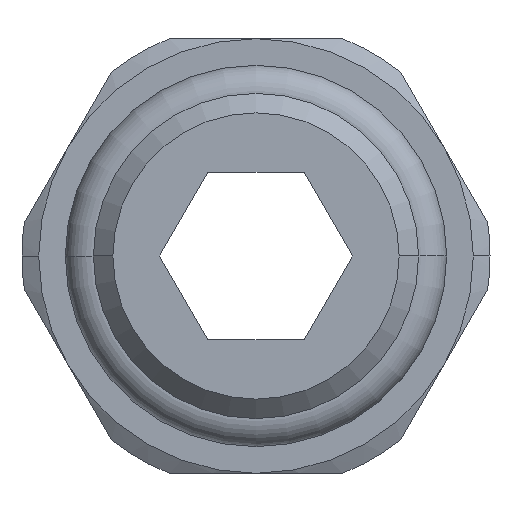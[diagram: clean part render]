
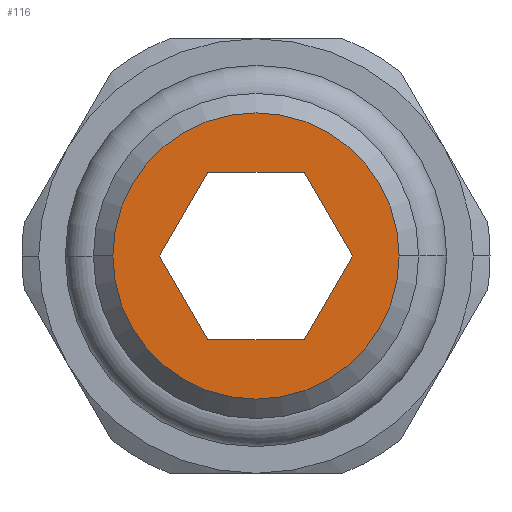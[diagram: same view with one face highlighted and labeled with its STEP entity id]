
A CAD part, front view. The second image highlights one B-rep face of the part: STEP entity #116.
In plain terms, the highlighted planar face has unit normal (0, -1, 0).
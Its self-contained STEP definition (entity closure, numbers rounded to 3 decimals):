
#116=ADVANCED_FACE('',(#267,#268),#269,.T.);
#267=FACE_BOUND('',#425,.T.);
#268=FACE_OUTER_BOUND('',#426,.T.);
#269=PLANE('',#427);
#425=EDGE_LOOP('',(#975,#976,#977,#978,#979,#980));
#426=EDGE_LOOP('',(#981,#982));
#427=AXIS2_PLACEMENT_3D('',#983,#984,#985);
#975=ORIENTED_EDGE('',*,*,#1101,.T.);
#976=ORIENTED_EDGE('',*,*,#1098,.T.);
#977=ORIENTED_EDGE('',*,*,#1095,.T.);
#978=ORIENTED_EDGE('',*,*,#1092,.T.);
#979=ORIENTED_EDGE('',*,*,#1107,.T.);
#980=ORIENTED_EDGE('',*,*,#1104,.T.);
#981=ORIENTED_EDGE('',*,*,#1042,.F.);
#982=ORIENTED_EDGE('',*,*,#1209,.F.);
#983=CARTESIAN_POINT('',(-2.141,0.,0.0));
#984=DIRECTION('',(0.,-1.0,0.0));
#985=DIRECTION('',(1.0,0.,-0.0));
#1042=EDGE_CURVE('',#1231,#1233,#1234,.T.);
#1092=EDGE_CURVE('',#1325,#1323,#1326,.T.);
#1095=EDGE_CURVE('',#1330,#1325,#1331,.T.);
#1098=EDGE_CURVE('',#1335,#1330,#1336,.T.);
#1101=EDGE_CURVE('',#1340,#1335,#1341,.T.);
#1104=EDGE_CURVE('',#1345,#1340,#1346,.T.);
#1107=EDGE_CURVE('',#1323,#1345,#1349,.T.);
#1209=EDGE_CURVE('',#1233,#1231,#1503,.T.);
#1231=VERTEX_POINT('',#1531);
#1233=VERTEX_POINT('',#1534);
#1234=CIRCLE('',#1535,4.283);
#1323=VERTEX_POINT('',#1686);
#1325=VERTEX_POINT('',#1689);
#1326=LINE('',#1690,#1691);
#1330=VERTEX_POINT('',#1697);
#1331=LINE('',#1698,#1699);
#1335=VERTEX_POINT('',#1705);
#1336=LINE('',#1706,#1707);
#1340=VERTEX_POINT('',#1713);
#1341=LINE('',#1714,#1715);
#1345=VERTEX_POINT('',#1721);
#1346=LINE('',#1722,#1723);
#1349=LINE('',#1728,#1729);
#1503=CIRCLE('',#2133,4.283);
#1531=CARTESIAN_POINT('',(-4.283,0.,0.0));
#1534=CARTESIAN_POINT('',(4.283,0.0,0.));
#1535=AXIS2_PLACEMENT_3D('',#2156,#2157,#2158);
#1686=CARTESIAN_POINT('',(-2.887,0.0,0.));
#1689=CARTESIAN_POINT('',(-1.443,0.0,-2.5));
#1690=CARTESIAN_POINT('',(-2.433,0.,-0.786));
#1691=VECTOR('',#2256,1.0);
#1697=CARTESIAN_POINT('',(1.443,0.0,-2.5));
#1698=CARTESIAN_POINT('',(-1.071,0.0,-2.5));
#1699=VECTOR('',#2259,1.0);
#1705=CARTESIAN_POINT('',(2.887,0.0,0.));
#1706=CARTESIAN_POINT('',(1.897,0.0,-1.714));
#1707=VECTOR('',#2262,1.0);
#1713=CARTESIAN_POINT('',(1.443,0.0,2.5));
#1714=CARTESIAN_POINT('',(1.897,0.0,1.714));
#1715=VECTOR('',#2265,1.0);
#1721=CARTESIAN_POINT('',(-1.443,0.0,2.5));
#1722=CARTESIAN_POINT('',(-1.071,0.0,2.5));
#1723=VECTOR('',#2268,1.0);
#1728=CARTESIAN_POINT('',(-2.433,0.0,0.786));
#1729=VECTOR('',#2271,1.0);
#2133=AXIS2_PLACEMENT_3D('',#2455,#2456,#2457);
#2156=CARTESIAN_POINT('',(0.0,0.0,0.0));
#2157=DIRECTION('',(0.0,1.0,0.0));
#2158=DIRECTION('',(-1.0,0.0,0.0));
#2256=DIRECTION('',(-0.5,0.,0.866));
#2259=DIRECTION('',(-1.0,0.,0.0));
#2262=DIRECTION('',(-0.5,0.,-0.866));
#2265=DIRECTION('',(0.5,0.,-0.866));
#2268=DIRECTION('',(1.0,0.,0.));
#2271=DIRECTION('',(0.5,0.,0.866));
#2455=CARTESIAN_POINT('',(0.0,0.0,0.0));
#2456=DIRECTION('',(0.0,1.0,0.0));
#2457=DIRECTION('',(-1.0,0.0,0.0));
